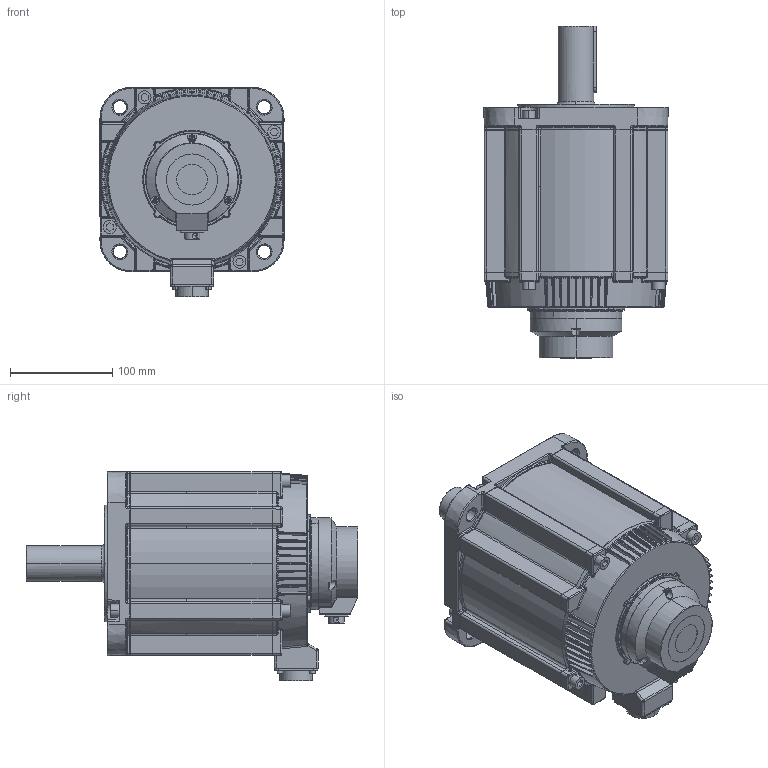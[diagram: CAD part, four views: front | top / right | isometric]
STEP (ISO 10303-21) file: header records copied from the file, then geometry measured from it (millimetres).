
FILE_DESCRIPTION((''),'2;1');
FILE_NAME('2900','2023-06-29T18:32:13',('ms28071'),(''),'CREO PARAMETRIC BY PTC INC, 2018100','CREO PARAMETRIC BY PTC INC, 2018100','');
FILE_SCHEMA(('CONFIG_CONTROL_DESIGN'));
Length unit declared in the file: millimetre
Products named in the file (1): 2900
Bounding box: 180.19 x 324.9 x 204.6 mm (x, y, z)
Surface area: 610409.1 mm2 (no closed solid volume)
Topology: 0 solids, 74 shells, 2698 faces, 7230 edges, 4658 vertices
Faces by surface type: plane 969, cylinder 957, torus 242, bspline 241, cone 233, sphere 56
Entity records: 98146 total; most frequent: CARTESIAN_POINT 33015, ORIENTED_EDGE 14070, DIRECTION 13088, EDGE_CURVE 7087, AXIS2_PLACEMENT_3D 5141, VERTEX_POINT 4657, EDGE_LOOP 2954, VECTOR 2806
